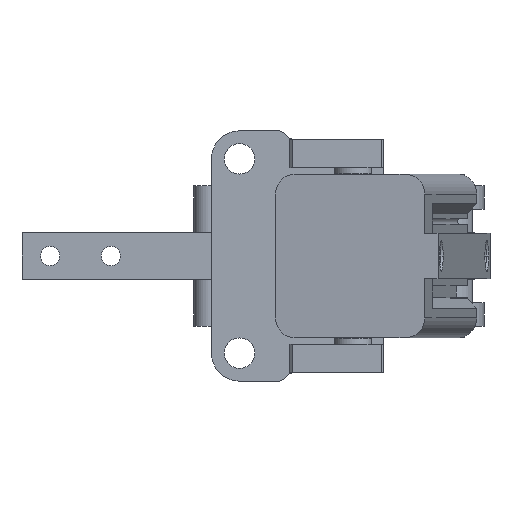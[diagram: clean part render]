
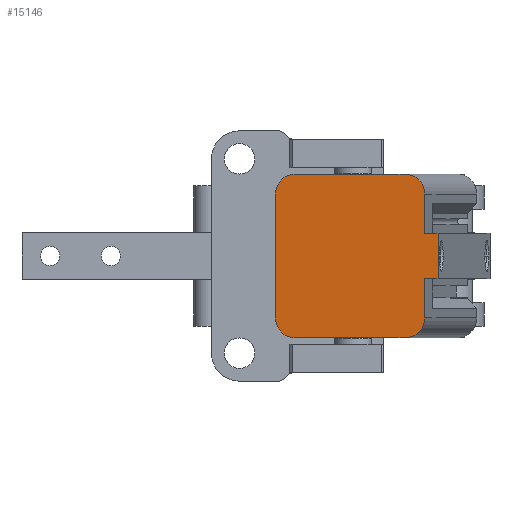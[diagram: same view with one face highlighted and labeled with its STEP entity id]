
A CAD part, front view. The second image highlights one B-rep face of the part: STEP entity #15146.
In plain terms, the highlighted planar face has unit normal (-0.122, -0.993, 0).
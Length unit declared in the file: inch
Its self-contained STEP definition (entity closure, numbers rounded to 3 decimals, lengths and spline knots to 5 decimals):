
#5445=DIRECTION('',(-0.993,0.122,0.));
#5446=VECTOR('',#5445,1.862);
#5447=CARTESIAN_POINT('',(3.25645,-9.10586,1.37795));
#5448=LINE('',#5447,#5446);
#5511=DIRECTION('',(-0.993,0.122,0.));
#5512=VECTOR('',#5511,0.224);
#5513=CARTESIAN_POINT('',(3.81127,-9.17411,0.38));
#5514=LINE('',#5513,#5512);
#5539=CARTESIAN_POINT('',(3.25645,-9.10586,1.04295));
#5540=DIRECTION('',(-0.122,-0.993,0.));
#5541=DIRECTION('',(0.993,-0.122,0.));
#5542=AXIS2_PLACEMENT_3D('',#5539,#5540,#5541);
#5544=DIRECTION('',(0.,0.,-1.));
#5545=VECTOR('',#5544,0.66295);
#5546=CARTESIAN_POINT('',(3.58895,-9.14676,1.04295));
#5547=LINE('',#5546,#5545);
#5548=DIRECTION('',(0.,0.,1.));
#5549=VECTOR('',#5548,0.76);
#5550=CARTESIAN_POINT('',(3.81127,-9.17411,-0.38));
#5551=LINE('',#5550,#5549);
#5552=DIRECTION('',(0.,0.,-1.));
#5553=VECTOR('',#5552,0.66295);
#5554=CARTESIAN_POINT('',(3.58895,-9.14676,-0.38));
#5555=LINE('',#5554,#5553);
#5556=CARTESIAN_POINT('',(3.25645,-9.10586,
-1.04295));
#5557=DIRECTION('',(-0.122,-0.993,0.));
#5558=DIRECTION('',(0.,0.,-1.));
#5559=AXIS2_PLACEMENT_3D('',#5556,#5557,#5558);
#5561=CARTESIAN_POINT('',(1.40838,-8.87854,
-1.04295));
#5562=DIRECTION('',(-0.122,-0.993,0.));
#5563=DIRECTION('',(-0.993,0.122,0.));
#5564=AXIS2_PLACEMENT_3D('',#5561,#5562,#5563);
#5566=CARTESIAN_POINT('',(1.40838,-8.87854,1.04295));
#5567=DIRECTION('',(-0.122,-0.993,0.));
#5568=DIRECTION('',(0.,0.,1.));
#5569=AXIS2_PLACEMENT_3D('',#5566,#5567,#5568);
#5575=DIRECTION('',(0.993,-0.122,0.));
#5576=VECTOR('',#5575,0.224);
#5577=CARTESIAN_POINT('',(3.58895,-9.14676,-0.38));
#5578=LINE('',#5577,#5576);
#5639=DIRECTION('',(0.993,-0.122,0.));
#5640=VECTOR('',#5639,1.862);
#5641=CARTESIAN_POINT('',(1.40838,-8.87854,
-1.37795));
#5642=LINE('',#5641,#5640);
#5723=DIRECTION('',(0.,0.,1.));
#5724=VECTOR('',#5723,2.08591);
#5725=CARTESIAN_POINT('',(1.07589,-8.83765,
-1.04295));
#5726=LINE('',#5725,#5724);
#7403=CARTESIAN_POINT('',(3.81127,-9.17411,-0.38));
#7404=CARTESIAN_POINT('',(3.81127,-9.17411,0.38));
#7405=VERTEX_POINT('',#7403);
#7406=VERTEX_POINT('',#7404);
#7423=CARTESIAN_POINT('',(1.07589,-8.83765,
-1.04295));
#7424=VERTEX_POINT('',#7423);
#7425=CARTESIAN_POINT('',(3.25645,-9.10586,1.37795));
#7426=VERTEX_POINT('',#7425);
#7427=CARTESIAN_POINT('',(3.25645,-9.10586,
-1.37795));
#7428=VERTEX_POINT('',#7427);
#7429=CARTESIAN_POINT('',(1.40838,-8.87854,
-1.37795));
#7430=VERTEX_POINT('',#7429);
#7431=CARTESIAN_POINT('',(3.58895,-9.14676,1.04295));
#7432=VERTEX_POINT('',#7431);
#7433=CARTESIAN_POINT('',(3.58895,-9.14676,0.38));
#7434=VERTEX_POINT('',#7433);
#7435=CARTESIAN_POINT('',(3.58895,-9.14676,-0.38));
#7436=CARTESIAN_POINT('',(3.58895,-9.14676,
-1.04295));
#7437=VERTEX_POINT('',#7435);
#7438=VERTEX_POINT('',#7436);
#7439=CARTESIAN_POINT('',(1.07589,-8.83765,1.04295));
#7440=VERTEX_POINT('',#7439);
#7441=CARTESIAN_POINT('',(1.40838,-8.87854,1.37795));
#7442=VERTEX_POINT('',#7441);
#15120=CARTESIAN_POINT('',(4.29962,-9.23418,0.));
#15121=DIRECTION('',(0.122,0.993,0.));
#15122=DIRECTION('',(-0.993,0.122,0.));
#15123=AXIS2_PLACEMENT_3D('',#15120,#15121,#15122);
#15124=PLANE('',#15123);
#15125=ORIENTED_EDGE('',*,*,#14985,.F.);
#15126=ORIENTED_EDGE('',*,*,#15003,.F.);
#15127=ORIENTED_EDGE('',*,*,#15019,.T.);
#15128=ORIENTED_EDGE('',*,*,#15089,.F.);
#15129=ORIENTED_EDGE('',*,*,#15099,.F.);
#15131=ORIENTED_EDGE('',*,*,#15130,.F.);
#15133=ORIENTED_EDGE('',*,*,#15132,.T.);
#15135=ORIENTED_EDGE('',*,*,#15134,.F.);
#15137=ORIENTED_EDGE('',*,*,#15136,.F.);
#15139=ORIENTED_EDGE('',*,*,#15138,.F.);
#15141=ORIENTED_EDGE('',*,*,#15140,.T.);
#15143=ORIENTED_EDGE('',*,*,#15142,.F.);
#15144=EDGE_LOOP('',(#15125,#15126,#15127,#15128,#15129,#15131,#15133,#15135,
#15137,#15139,#15141,#15143));
#15145=FACE_OUTER_BOUND('',#15144,.F.);
#5543=CIRCLE('',#5542,0.335);
#5560=CIRCLE('',#5559,0.335);
#5565=CIRCLE('',#5564,0.335);
#5570=CIRCLE('',#5569,0.335);
#14985=EDGE_CURVE('',#7426,#7442,#5448,.T.);
#15003=EDGE_CURVE('',#7432,#7426,#5543,.T.);
#15019=EDGE_CURVE('',#7432,#7434,#5547,.T.);
#15089=EDGE_CURVE('',#7406,#7434,#5514,.T.);
#15099=EDGE_CURVE('',#7405,#7406,#5551,.T.);
#15130=EDGE_CURVE('',#7437,#7405,#5578,.T.);
#15132=EDGE_CURVE('',#7437,#7438,#5555,.T.);
#15134=EDGE_CURVE('',#7428,#7438,#5560,.T.);
#15136=EDGE_CURVE('',#7430,#7428,#5642,.T.);
#15138=EDGE_CURVE('',#7424,#7430,#5565,.T.);
#15140=EDGE_CURVE('',#7424,#7440,#5726,.T.);
#15142=EDGE_CURVE('',#7442,#7440,#5570,.T.);
#15146=ADVANCED_FACE('',(#15145),#15124,.F.);
